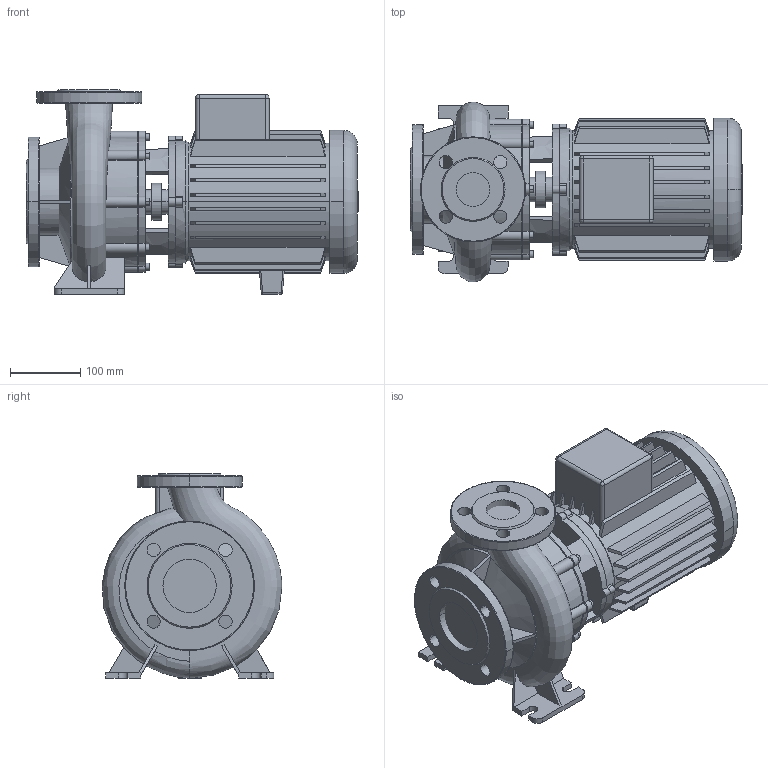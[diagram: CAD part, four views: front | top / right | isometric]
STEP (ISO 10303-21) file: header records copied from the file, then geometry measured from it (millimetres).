
FILE_DESCRIPTION((''),'2;1');
FILE_NAME('3d_BM40_155-4_2-2096551.stp','2011-01-26T14:44:23',(''),(''),'Mechanical Desktop 2008','Mechanical Desktop 2008',', , ');
FILE_SCHEMA(('CONFIG_CONTROL_DESIGN'));
Length unit declared in the file: millimetre
Products named in the file (1): Product
Bounding box: 474 x 256.76 x 292 mm (x, y, z)
Volume: 13108779 mm3; surface area: 895458.5 mm2
Topology: 11 solids, 11 shells, 631 faces, 1614 edges, 1035 vertices
Faces by surface type: plane 285, bspline 166, cylinder 126, cone 44, sphere 8, torus 2
Entity records: 26790 total; most frequent: CARTESIAN_POINT 12186, ORIENTED_EDGE 3212, DIRECTION 2754, EDGE_CURVE 1606, VERTEX_POINT 1035, AXIS2_PLACEMENT_3D 938, VECTOR 878, LINE 878
